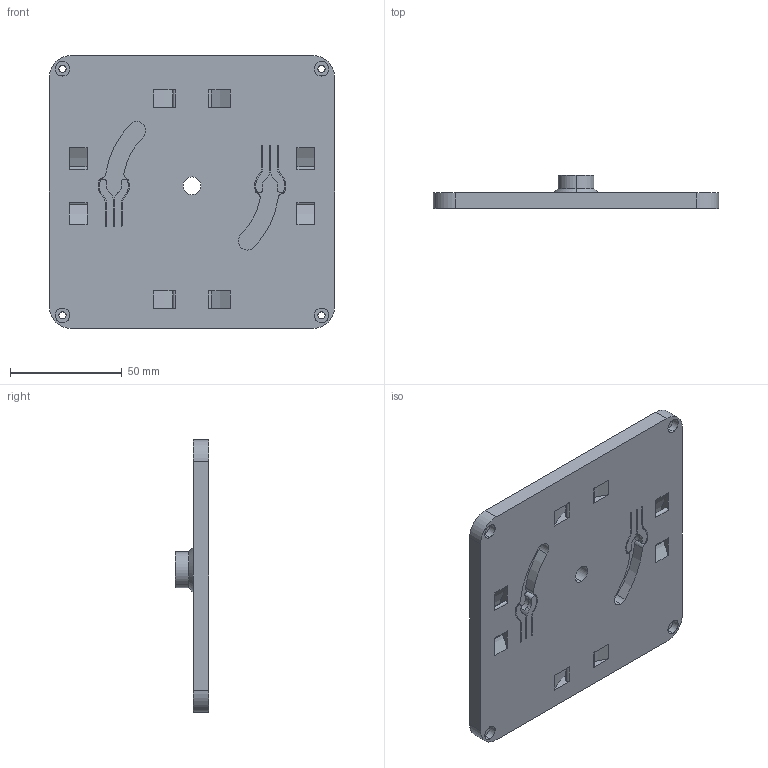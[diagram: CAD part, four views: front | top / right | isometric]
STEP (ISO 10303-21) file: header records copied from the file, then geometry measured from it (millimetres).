
FILE_DESCRIPTION (( 'STEP AP214' ), '1' );
FILE_NAME ('Beacon_V1_bottom.STEP', '2026-02-27T08:48:27', ( '' ), ( '' ), 'SwSTEP 2.0', 'SolidWorks 2024', '' );
FILE_SCHEMA (( 'AUTOMOTIVE_DESIGN' ));
Length unit declared in the file: millimetre
Products named in the file (1): Beacon_V1_bottom
Bounding box: 127.8 x 15 x 122.3 mm (x, y, z)
Volume: 103788.5 mm3; surface area: 39738 mm2
Topology: 1 solids, 1 shells, 158 faces, 429 edges, 280 vertices
Faces by surface type: cylinder 105, plane 43, cone 10
Entity records: 5136 total; most frequent: DIRECTION 975, CARTESIAN_POINT 868, ORIENTED_EDGE 858, EDGE_CURVE 429, AXIS2_PLACEMENT_3D 387, VERTEX_POINT 280, CIRCLE 228, VECTOR 201
